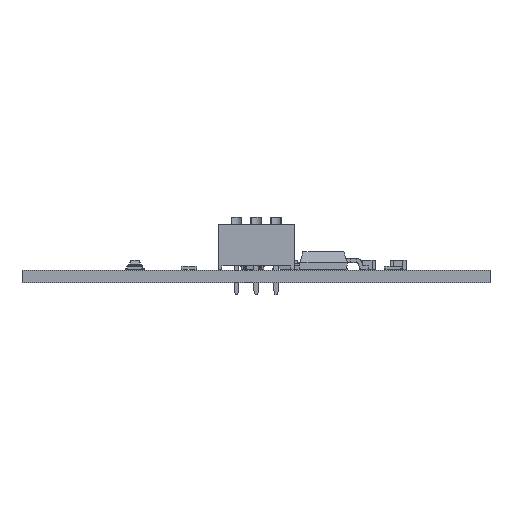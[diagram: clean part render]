
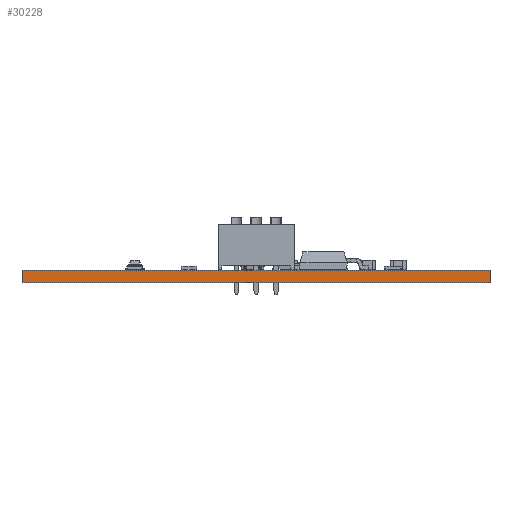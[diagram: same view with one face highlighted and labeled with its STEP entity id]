
A CAD part, front view. The second image highlights one B-rep face of the part: STEP entity #30228.
In plain terms, the highlighted planar face has unit normal (0, -1, 0).
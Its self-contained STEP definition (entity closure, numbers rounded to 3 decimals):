
#26424 = PLANE('',#26425);
#26425 = AXIS2_PLACEMENT_3D('',#26426,#26427,#26428);
#26426 = CARTESIAN_POINT('',(170.,-150.,0.));
#26427 = DIRECTION('',(-1.,0.,0.));
#26428 = DIRECTION('',(0.,1.,0.));
#26452 = PLANE('',#26453);
#26453 = AXIS2_PLACEMENT_3D('',#26454,#26455,#26456);
#26454 = CARTESIAN_POINT('',(200.,-100.,1.6));
#26455 = DIRECTION('',(0.,0.,-1.));
#26456 = DIRECTION('',(-1.,0.,0.));
#26480 = PLANE('',#26481);
#26481 = AXIS2_PLACEMENT_3D('',#26482,#26483,#26484);
#26482 = CARTESIAN_POINT('',(230.,-50.,0.));
#26483 = DIRECTION('',(1.,0.,0.));
#26484 = DIRECTION('',(0.,-1.,0.));
#26506 = PLANE('',#26507);
#26507 = AXIS2_PLACEMENT_3D('',#26508,#26509,#26510);
#26508 = CARTESIAN_POINT('',(200.,-100.,0.));
#26509 = DIRECTION('',(0.,0.,-1.));
#26510 = DIRECTION('',(-1.,0.,0.));
#26521 = EDGE_CURVE('',#26522,#26524,#26526,.T.);
#26522 = VERTEX_POINT('',#26523);
#26523 = CARTESIAN_POINT('',(170.,-150.,0.));
#26524 = VERTEX_POINT('',#26525);
#26525 = CARTESIAN_POINT('',(170.,-150.,1.6));
#26526 = SURFACE_CURVE('',#26527,(#26531,#26538),.PCURVE_S1.);
#26527 = LINE('',#26528,#26529);
#26528 = CARTESIAN_POINT('',(170.,-150.,0.));
#26529 = VECTOR('',#26530,1.);
#26530 = DIRECTION('',(0.,0.,1.));
#26531 = PCURVE('',#26424,#26532);
#26532 = DEFINITIONAL_REPRESENTATION('',(#26533),#26537);
#26533 = LINE('',#26534,#26535);
#26534 = CARTESIAN_POINT('',(0.,0.));
#26535 = VECTOR('',#26536,1.);
#26536 = DIRECTION('',(0.,-1.));
#26537 = ( GEOMETRIC_REPRESENTATION_CONTEXT(2) 
PARAMETRIC_REPRESENTATION_CONTEXT() REPRESENTATION_CONTEXT('2D SPACE',''
  ) );
#26538 = PCURVE('',#26539,#26544);
#26539 = PLANE('',#26540);
#26540 = AXIS2_PLACEMENT_3D('',#26541,#26542,#26543);
#26541 = CARTESIAN_POINT('',(230.,-150.,0.));
#26542 = DIRECTION('',(0.,-1.,0.));
#26543 = DIRECTION('',(-1.,0.,0.));
#26544 = DEFINITIONAL_REPRESENTATION('',(#26545),#26549);
#26545 = LINE('',#26546,#26547);
#26546 = CARTESIAN_POINT('',(60.,0.));
#26547 = VECTOR('',#26548,1.);
#26548 = DIRECTION('',(0.,-1.));
#26549 = ( GEOMETRIC_REPRESENTATION_CONTEXT(2) 
PARAMETRIC_REPRESENTATION_CONTEXT() REPRESENTATION_CONTEXT('2D SPACE',''
  ) );
#26599 = VERTEX_POINT('',#26600);
#26600 = CARTESIAN_POINT('',(230.,-150.,1.6));
#26621 = EDGE_CURVE('',#26622,#26599,#26624,.T.);
#26622 = VERTEX_POINT('',#26623);
#26623 = CARTESIAN_POINT('',(230.,-150.,0.));
#26624 = SURFACE_CURVE('',#26625,(#26629,#26636),.PCURVE_S1.);
#26625 = LINE('',#26626,#26627);
#26626 = CARTESIAN_POINT('',(230.,-150.,0.));
#26627 = VECTOR('',#26628,1.);
#26628 = DIRECTION('',(0.,0.,1.));
#26629 = PCURVE('',#26480,#26630);
#26630 = DEFINITIONAL_REPRESENTATION('',(#26631),#26635);
#26631 = LINE('',#26632,#26633);
#26632 = CARTESIAN_POINT('',(100.,0.));
#26633 = VECTOR('',#26634,1.);
#26634 = DIRECTION('',(0.,-1.));
#26635 = ( GEOMETRIC_REPRESENTATION_CONTEXT(2) 
PARAMETRIC_REPRESENTATION_CONTEXT() REPRESENTATION_CONTEXT('2D SPACE',''
  ) );
#26636 = PCURVE('',#26539,#26637);
#26637 = DEFINITIONAL_REPRESENTATION('',(#26638),#26642);
#26638 = LINE('',#26639,#26640);
#26639 = CARTESIAN_POINT('',(0.,0.));
#26640 = VECTOR('',#26641,1.);
#26641 = DIRECTION('',(0.,-1.));
#26642 = ( GEOMETRIC_REPRESENTATION_CONTEXT(2) 
PARAMETRIC_REPRESENTATION_CONTEXT() REPRESENTATION_CONTEXT('2D SPACE',''
  ) );
#26670 = EDGE_CURVE('',#26622,#26522,#26671,.T.);
#26671 = SURFACE_CURVE('',#26672,(#26676,#26683),.PCURVE_S1.);
#26672 = LINE('',#26673,#26674);
#26673 = CARTESIAN_POINT('',(230.,-150.,0.));
#26674 = VECTOR('',#26675,1.);
#26675 = DIRECTION('',(-1.,0.,0.));
#26676 = PCURVE('',#26506,#26677);
#26677 = DEFINITIONAL_REPRESENTATION('',(#26678),#26682);
#26678 = LINE('',#26679,#26680);
#26679 = CARTESIAN_POINT('',(-30.,-50.));
#26680 = VECTOR('',#26681,1.);
#26681 = DIRECTION('',(1.,0.));
#26682 = ( GEOMETRIC_REPRESENTATION_CONTEXT(2) 
PARAMETRIC_REPRESENTATION_CONTEXT() REPRESENTATION_CONTEXT('2D SPACE',''
  ) );
#26683 = PCURVE('',#26539,#26684);
#26684 = DEFINITIONAL_REPRESENTATION('',(#26685),#26689);
#26685 = LINE('',#26686,#26687);
#26686 = CARTESIAN_POINT('',(0.,0.));
#26687 = VECTOR('',#26688,1.);
#26688 = DIRECTION('',(1.,0.));
#26689 = ( GEOMETRIC_REPRESENTATION_CONTEXT(2) 
PARAMETRIC_REPRESENTATION_CONTEXT() REPRESENTATION_CONTEXT('2D SPACE',''
  ) );
#28587 = EDGE_CURVE('',#26599,#26524,#28588,.T.);
#28588 = SURFACE_CURVE('',#28589,(#28593,#28600),.PCURVE_S1.);
#28589 = LINE('',#28590,#28591);
#28590 = CARTESIAN_POINT('',(230.,-150.,1.6));
#28591 = VECTOR('',#28592,1.);
#28592 = DIRECTION('',(-1.,0.,0.));
#28593 = PCURVE('',#26452,#28594);
#28594 = DEFINITIONAL_REPRESENTATION('',(#28595),#28599);
#28595 = LINE('',#28596,#28597);
#28596 = CARTESIAN_POINT('',(-30.,-50.));
#28597 = VECTOR('',#28598,1.);
#28598 = DIRECTION('',(1.,0.));
#28599 = ( GEOMETRIC_REPRESENTATION_CONTEXT(2) 
PARAMETRIC_REPRESENTATION_CONTEXT() REPRESENTATION_CONTEXT('2D SPACE',''
  ) );
#28600 = PCURVE('',#26539,#28601);
#28601 = DEFINITIONAL_REPRESENTATION('',(#28602),#28606);
#28602 = LINE('',#28603,#28604);
#28603 = CARTESIAN_POINT('',(0.,-1.6));
#28604 = VECTOR('',#28605,1.);
#28605 = DIRECTION('',(1.,0.));
#28606 = ( GEOMETRIC_REPRESENTATION_CONTEXT(2) 
PARAMETRIC_REPRESENTATION_CONTEXT() REPRESENTATION_CONTEXT('2D SPACE',''
  ) );
#30228 = ADVANCED_FACE('',(#30229),#26539,.T.);
#30229 = FACE_BOUND('',#30230,.T.);
#30230 = EDGE_LOOP('',(#30231,#30232,#30233,#30234));
#30231 = ORIENTED_EDGE('',*,*,#26621,.T.);
#30232 = ORIENTED_EDGE('',*,*,#28587,.T.);
#30233 = ORIENTED_EDGE('',*,*,#26521,.F.);
#30234 = ORIENTED_EDGE('',*,*,#26670,.F.);
